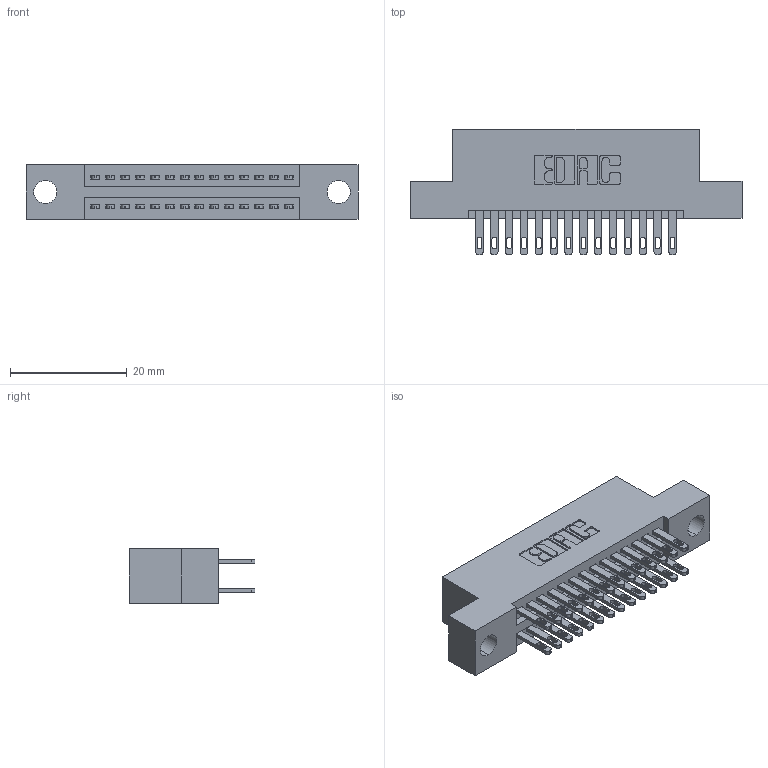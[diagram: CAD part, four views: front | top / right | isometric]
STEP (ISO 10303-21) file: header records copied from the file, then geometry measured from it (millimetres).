
FILE_DESCRIPTION (( 'STEP AP203' ), '1' );
FILE_NAME ('345-028-500-204.STEP', '2021-05-19T22:55:52', ( '' ), ( '' ), 'SwSTEP 2.0', 'SolidWorks 2020', '' );
FILE_SCHEMA (( 'CONFIG_CONTROL_DESIGN' ));
Length unit declared in the file: inch
Products named in the file (3): 345 Part_Flush Mounting Lugs - 0.156 Dia-TI; 345-028-500-204; 345-292-001_345-293-100
Assembly tree (29 placements, depth 2):
  345-028-500-204
    345 Part_Flush Mounting Lugs - 0.156 Dia-TI
    345-292-001_345-293-100  x28
Bounding box: 56.77 x 21.51 x 9.4 mm (x, y, z)
Volume: 5234.3 mm3; surface area: 7332.1 mm2
Topology: 29 solids, 29 shells, 1428 faces, 4325 edges, 2882 vertices
Faces by surface type: plane 850, cylinder 578
Entity records: 15103 total; most frequent: CARTESIAN_POINT 2562, ORIENTED_EDGE 2494, DIRECTION 2295, EDGE_CURVE 1247, VECTOR 1055, LINE 1055, VERTEX_POINT 830, AXIS2_PLACEMENT_3D 620
